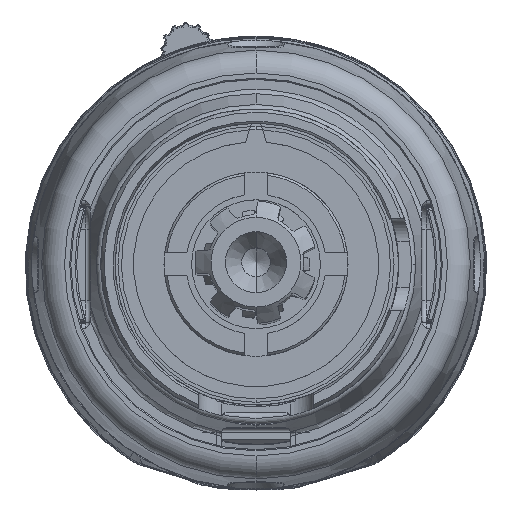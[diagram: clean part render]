
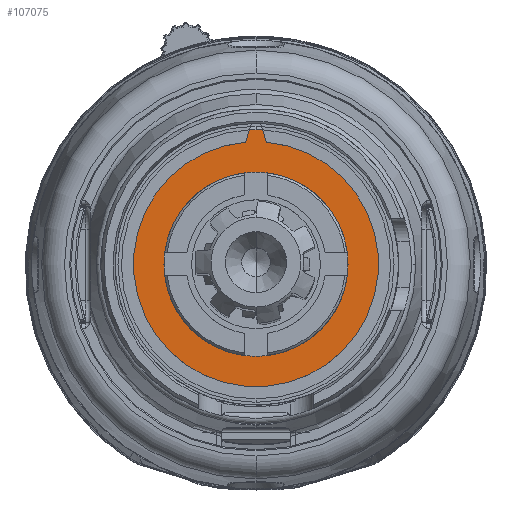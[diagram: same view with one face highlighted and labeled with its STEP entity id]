
A CAD part, top view. The second image highlights one B-rep face of the part: STEP entity #107075.
In plain terms, the highlighted planar face has unit normal (0, 0, 1).
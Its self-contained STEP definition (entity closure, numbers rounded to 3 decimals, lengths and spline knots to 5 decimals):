
#9508=DIRECTION('',(-0.308,-0.951,0.));
#9509=VECTOR('',#9508,0.04451);
#9510=CARTESIAN_POINT('',(-0.02242,0.46008,
0.80413));
#9511=LINE('',#9510,#9509);
#9512=DIRECTION('',(0.308,-0.951,0.));
#9513=VECTOR('',#9512,0.04451);
#9514=CARTESIAN_POINT('',(0.02242,0.46008,
0.80413));
#9515=LINE('',#9514,#9513);
#9516=CARTESIAN_POINT('',(0.,0.,0.80413));
#9517=DIRECTION('',(0.,0.,-1.));
#9518=DIRECTION('',(0.086,0.996,0.));
#9519=AXIS2_PLACEMENT_3D('',#9516,#9517,#9518);
#9521=CARTESIAN_POINT('',(0.,0.,0.80413));
#9522=DIRECTION('',(0.,0.,1.));
#9523=DIRECTION('',(0.,1.,0.));
#9524=AXIS2_PLACEMENT_3D('',#9521,#9522,#9523);
#9526=CARTESIAN_POINT('',(0.,0.,0.80413));
#9527=DIRECTION('',(0.,0.,1.));
#9528=DIRECTION('',(0.,-1.,0.));
#9529=AXIS2_PLACEMENT_3D('',#9526,#9527,#9528);
#9541=CARTESIAN_POINT('',(0.,0.,0.80413));
#9542=DIRECTION('',(0.,0.,1.));
#9543=DIRECTION('',(0.,1.,0.));
#9544=AXIS2_PLACEMENT_3D('',#9541,#9542,#9543);
#9770=CARTESIAN_POINT('',(0.,0.,0.80413));
#9771=DIRECTION('',(0.,0.,1.));
#9772=DIRECTION('',(0.049,0.999,0.));
#9773=AXIS2_PLACEMENT_3D('',#9770,#9771,#9772);
#98564=CARTESIAN_POINT('',(0.,0.46063,0.80413));
#98565=VERTEX_POINT('',#98564);
#98666=CARTESIAN_POINT('',(0.,0.27362,0.80413));
#98667=CARTESIAN_POINT('',(0.,-0.27362,0.80413));
#98668=VERTEX_POINT('',#98666);
#98669=VERTEX_POINT('',#98667);
#99329=CARTESIAN_POINT('',(-0.02242,0.46008,
0.80413));
#99330=CARTESIAN_POINT('',(-0.03612,0.41773,
0.80413));
#99331=VERTEX_POINT('',#99329);
#99332=VERTEX_POINT('',#99330);
#99333=CARTESIAN_POINT('',(0.03612,0.41773,
0.80413));
#99334=VERTEX_POINT('',#99333);
#99335=CARTESIAN_POINT('',(0.02242,0.46008,
0.80413));
#99336=VERTEX_POINT('',#99335);
#107055=CARTESIAN_POINT('',(0.,0.,0.80413));
#107056=DIRECTION('',(0.,0.,-1.));
#107057=DIRECTION('',(0.,1.,0.));
#107058=AXIS2_PLACEMENT_3D('',#107055,#107056,#107057);
#107059=PLANE('',#107058);
#107060=ORIENTED_EDGE('',*,*,#106974,.F.);
#107062=ORIENTED_EDGE('',*,*,#107061,.F.);
#107064=ORIENTED_EDGE('',*,*,#107063,.F.);
#107065=ORIENTED_EDGE('',*,*,#107019,.T.);
#107066=ORIENTED_EDGE('',*,*,#107040,.T.);
#107067=EDGE_LOOP('',(#107060,#107062,#107064,#107065,#107066));
#107068=FACE_OUTER_BOUND('',#107067,.F.);
#107070=ORIENTED_EDGE('',*,*,#107069,.T.);
#107072=ORIENTED_EDGE('',*,*,#107071,.T.);
#107073=EDGE_LOOP('',(#107070,#107072));
#107074=FACE_BOUND('',#107073,.F.);
#9520=CIRCLE('',#9519,0.41929);
#9525=CIRCLE('',#9524,0.27362);
#9530=CIRCLE('',#9529,0.27362);
#9545=CIRCLE('',#9544,0.46063);
#9774=CIRCLE('',#9773,0.46063);
#106974=EDGE_CURVE('',#99331,#99332,#9511,.T.);
#107019=EDGE_CURVE('',#99336,#99334,#9515,.T.);
#107040=EDGE_CURVE('',#99334,#99332,#9520,.T.);
#107061=EDGE_CURVE('',#98565,#99331,#9545,.T.);
#107063=EDGE_CURVE('',#99336,#98565,#9774,.T.);
#107069=EDGE_CURVE('',#98668,#98669,#9525,.T.);
#107071=EDGE_CURVE('',#98669,#98668,#9530,.T.);
#107075=ADVANCED_FACE('',(#107068,#107074),#107059,.F.);
